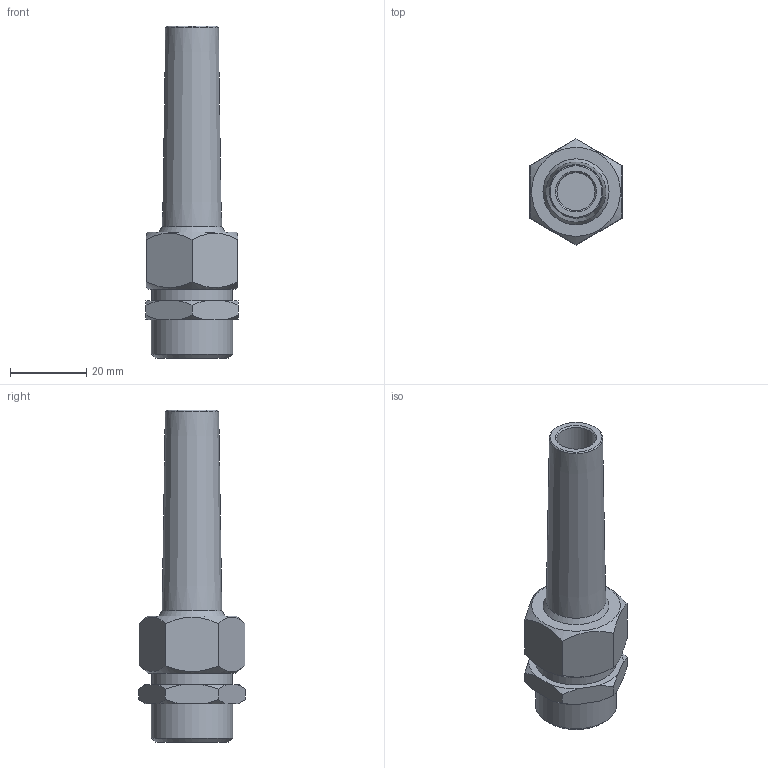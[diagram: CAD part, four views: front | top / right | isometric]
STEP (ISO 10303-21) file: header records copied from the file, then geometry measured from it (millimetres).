
FILE_DESCRIPTION(/* description */ (''),/* implementation_level */ '2;1');
FILE_NAME(/* name */ '50965 komet5_10.stp',/* time_stamp */ '2015-06-30T10:07:24+02:00',/* author */ ('guzb562'),/* organization */ (''),/* preprocessor_version */ 'ST-DEVELOPER v15.6',/* originating_system */ 'Autodesk Inventor 2015',/* authorisation */ '');
FILE_SCHEMA (('AUTOMOTIVE_DESIGN { 1 0 10303 214 3 1 1 }'));
Length unit declared in the file: millimetre
Products named in the file (2): komet 5-10; 50965 komet5_10
Assembly tree (1 placements, depth 2):
  50965 komet5_10
    komet 5-10
Bounding box: 24.13 x 27.86 x 87 mm (x, y, z)
Volume: 17334.2 mm3; surface area: 8322.1 mm2
Topology: 1 solids, 1 shells, 248 faces, 652 edges, 434 vertices
Faces by surface type: plane 143, bspline 78, cone 19, cylinder 8
Full cylindrical faces by diameter (mm): 10 x1, 17 x1, 21.21 x1, 21.3 x1
Entity records: 8391 total; most frequent: CARTESIAN_POINT 2823, ORIENTED_EDGE 1274, DIRECTION 827, EDGE_CURVE 637, VERTEX_POINT 430, LINE 409, VECTOR 409, EDGE_LOOP 287
